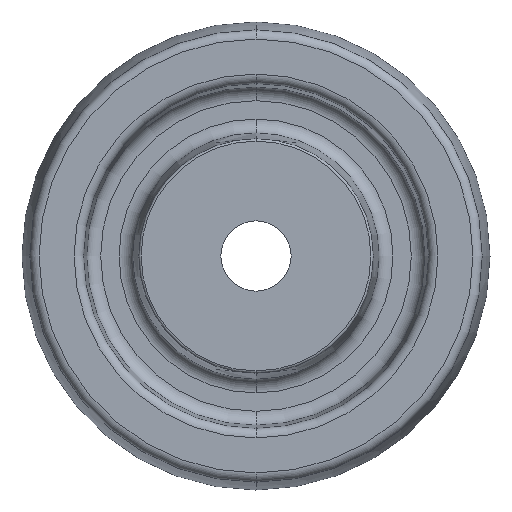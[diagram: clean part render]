
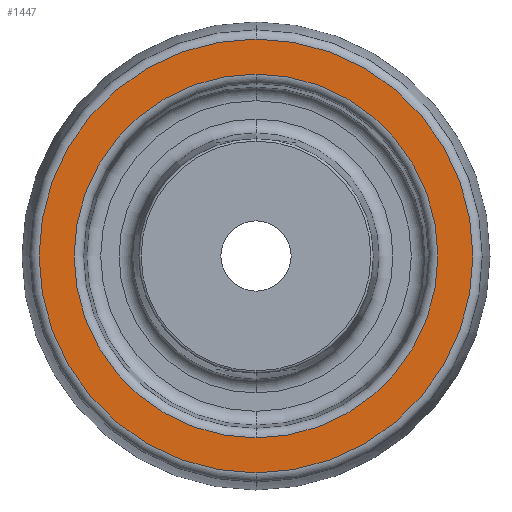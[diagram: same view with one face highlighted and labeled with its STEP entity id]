
A CAD part, left-side view. The second image highlights one B-rep face of the part: STEP entity #1447.
In plain terms, the highlighted planar face has unit normal (-1, 0, 0).
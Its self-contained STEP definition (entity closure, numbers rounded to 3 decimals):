
#18 = CARTESIAN_POINT ( 'NONE',  ( -16.291, -4.896, -0.404 ) ) ;
#98 = VERTEX_POINT ( 'NONE', #216 ) ;
#101 = ORIENTED_EDGE ( 'NONE', *, *, #1913, .F. ) ;
#156 = DIRECTION ( 'NONE',  ( 0., 0., -1. ) ) ;
#216 = CARTESIAN_POINT ( 'NONE',  ( -16.291, -4.896, 45.948 ) ) ;
#222 = EDGE_CURVE ( 'NONE', #98, #1581, #1794, .T. ) ;
#355 = CARTESIAN_POINT ( 'NONE',  ( -16.291, -4.896, -0.404 ) ) ;
#449 = CARTESIAN_POINT ( 'NONE',  ( -16.291, -4.896, -0.404 ) ) ;
#465 = AXIS2_PLACEMENT_3D ( 'NONE', #18, #1727, #1895 ) ;
#534 = AXIS2_PLACEMENT_3D ( 'NONE', #355, #970, #1288 ) ;
#575 = VERTEX_POINT ( 'NONE', #1636 ) ;
#610 = DIRECTION ( 'NONE',  ( 0., 0., -1. ) ) ;
#633 = AXIS2_PLACEMENT_3D ( 'NONE', #1083, #1870, #1985 ) ;
#761 = DIRECTION ( 'NONE',  ( -1., 0., 0. ) ) ;
#772 = DIRECTION ( 'NONE',  ( -1., 0., 0. ) ) ;
#823 = CIRCLE ( 'NONE', #881, 38.871 ) ;
#881 = AXIS2_PLACEMENT_3D ( 'NONE', #449, #761, #610 ) ;
#917 = EDGE_CURVE ( 'NONE', #1581, #98, #1335, .T. ) ;
#944 = FACE_OUTER_BOUND ( 'NONE', #1969, .T. ) ;
#970 = DIRECTION ( 'NONE',  ( 1., 0., 0. ) ) ;
#978 = VERTEX_POINT ( 'NONE', #1025 ) ;
#1025 = CARTESIAN_POINT ( 'NONE',  ( -16.291, -4.896, -39.275 ) ) ;
#1083 = CARTESIAN_POINT ( 'NONE',  ( -16.291, -4.896, -0.404 ) ) ;
#1102 = FACE_BOUND ( 'NONE', #1445, .T. ) ;
#1179 = AXIS2_PLACEMENT_3D ( 'NONE', #1683, #772, #156 ) ;
#1245 = PLANE ( 'NONE',  #1179 ) ;
#1288 = DIRECTION ( 'NONE',  ( 0., 0., -1. ) ) ;
#1335 = CIRCLE ( 'NONE', #465, 46.351 ) ;
#1445 = EDGE_LOOP ( 'NONE', ( #1951, #101 ) ) ;
#1447 = ADVANCED_FACE ( 'NONE', ( #1102, #944 ), #1245, .T. ) ;
#1450 = ORIENTED_EDGE ( 'NONE', *, *, #222, .F. ) ;
#1581 = VERTEX_POINT ( 'NONE', #1585 ) ;
#1585 = CARTESIAN_POINT ( 'NONE',  ( -16.291, -4.896, -46.755 ) ) ;
#1636 = CARTESIAN_POINT ( 'NONE',  ( -16.291, -4.896, 38.467 ) ) ;
#1683 = CARTESIAN_POINT ( 'NONE',  ( -16.291, 43.104, -0.404 ) ) ;
#1727 = DIRECTION ( 'NONE',  ( 1., 0., 0. ) ) ;
#1745 = ORIENTED_EDGE ( 'NONE', *, *, #917, .F. ) ;
#1794 = CIRCLE ( 'NONE', #534, 46.351 ) ;
#1822 = EDGE_CURVE ( 'NONE', #978, #575, #1923, .T. ) ;
#1870 = DIRECTION ( 'NONE',  ( -1., 0., 0. ) ) ;
#1895 = DIRECTION ( 'NONE',  ( 0., 0., -1. ) ) ;
#1913 = EDGE_CURVE ( 'NONE', #575, #978, #823, .T. ) ;
#1923 = CIRCLE ( 'NONE', #633, 38.871 ) ;
#1951 = ORIENTED_EDGE ( 'NONE', *, *, #1822, .F. ) ;
#1969 = EDGE_LOOP ( 'NONE', ( #1745, #1450 ) ) ;
#1985 = DIRECTION ( 'NONE',  ( 0., 0., -1. ) ) ;
